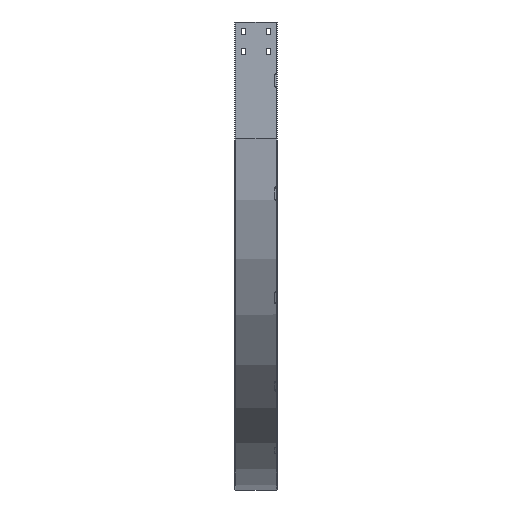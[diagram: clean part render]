
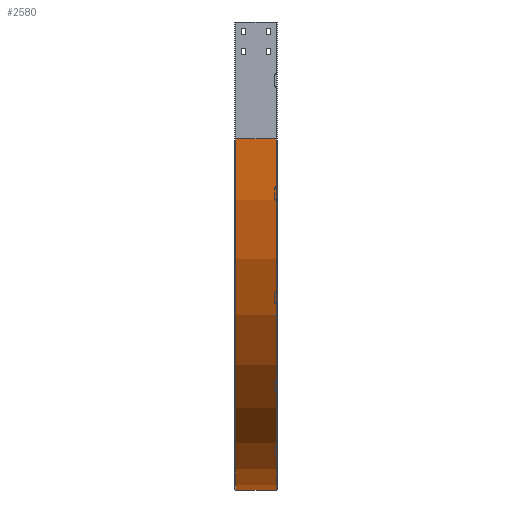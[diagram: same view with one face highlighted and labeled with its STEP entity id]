
A CAD part, left-side view. The second image highlights one B-rep face of the part: STEP entity #2580.
In plain terms, the highlighted cylindrical face has radius 900 mm (diameter 1800 mm), a partial arc.
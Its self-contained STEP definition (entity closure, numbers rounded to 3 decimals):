
#808=DIRECTION('',(0.,-1.,0.));
#809=VECTOR('',#808,103.);
#810=CARTESIAN_POINT('',(-300.,106.5,0.));
#811=LINE('',#810,#809);
#812=DIRECTION('',(0.,1.,0.));
#813=VECTOR('',#812,103.);
#814=CARTESIAN_POINT('',(-1200.,3.5,900.));
#815=LINE('',#814,#813);
#826=CARTESIAN_POINT('',(-300.,106.5,900.));
#827=DIRECTION('',(0.,1.,0.));
#828=DIRECTION('',(0.,0.,-1.));
#829=AXIS2_PLACEMENT_3D('',#826,#827,#828);
#844=CARTESIAN_POINT('',(-300.,3.5,900.));
#845=DIRECTION('',(0.,-1.,0.));
#846=DIRECTION('',(-1.,0.,0.));
#847=AXIS2_PLACEMENT_3D('',#844,#845,#846);
#1549=CARTESIAN_POINT('',(-300.,3.5,0.));
#1550=VERTEX_POINT('',#1549);
#1553=CARTESIAN_POINT('',(-300.,106.5,0.));
#1554=VERTEX_POINT('',#1553);
#1627=CARTESIAN_POINT('',(-1200.,3.5,900.));
#1628=VERTEX_POINT('',#1627);
#1631=CARTESIAN_POINT('',(-1200.,106.5,900.));
#1632=VERTEX_POINT('',#1631);
#2567=CARTESIAN_POINT('',(-300.,0.,900.));
#2568=DIRECTION('',(0.,1.,0.));
#2569=DIRECTION('',(0.,0.,1.));
#2570=AXIS2_PLACEMENT_3D('',#2567,#2568,#2569);
#2571=CYLINDRICAL_SURFACE('',#2570,900.);
#2572=ORIENTED_EDGE('',*,*,#1809,.F.);
#2574=ORIENTED_EDGE('',*,*,#2573,.T.);
#2575=ORIENTED_EDGE('',*,*,#2493,.F.);
#2577=ORIENTED_EDGE('',*,*,#2576,.T.);
#2578=EDGE_LOOP('',(#2572,#2574,#2575,#2577));
#2579=FACE_OUTER_BOUND('',#2578,.F.);
#2580=ADVANCED_FACE('',(#2579),#2571,.T.);
#830=CIRCLE('',#829,900.);
#848=CIRCLE('',#847,900.);
#1809=EDGE_CURVE('',#1554,#1550,#811,.T.);
#2493=EDGE_CURVE('',#1628,#1632,#815,.T.);
#2573=EDGE_CURVE('',#1554,#1632,#830,.T.);
#2576=EDGE_CURVE('',#1628,#1550,#848,.T.);
